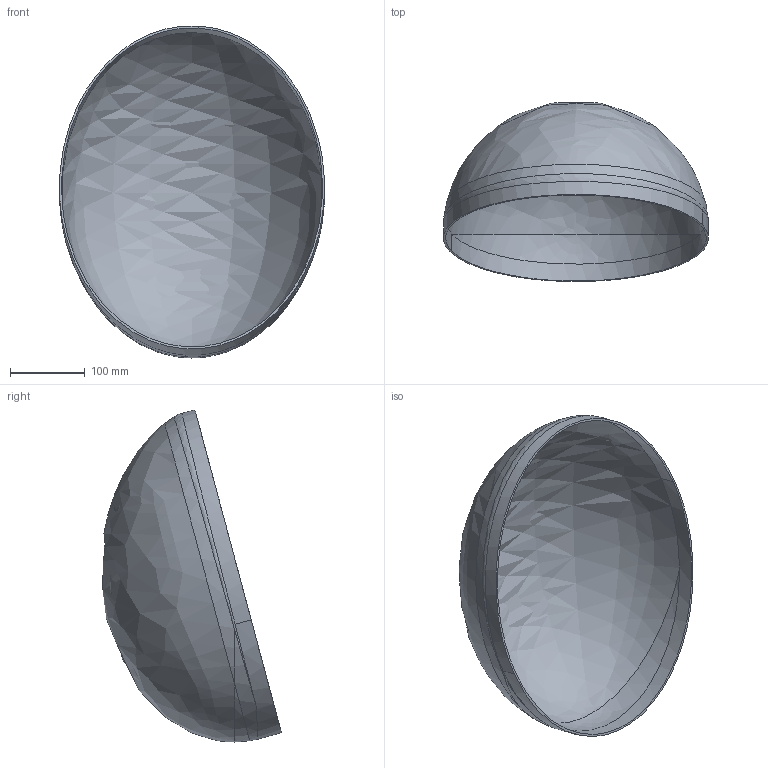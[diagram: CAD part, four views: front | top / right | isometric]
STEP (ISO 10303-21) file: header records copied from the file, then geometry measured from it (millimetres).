
FILE_DESCRIPTION (( 'STEP AP214' ), '1' );
FILE_NAME ('head_inner.STEP', '2018-02-28T08:43:29', ( '' ), ( '' ), 'SwSTEP 2.0', 'SolidWorks 2016', '' );
FILE_SCHEMA (( 'AUTOMOTIVE_DESIGN' ));
Length unit declared in the file: millimetre
Products named in the file (1): head_inner
Bounding box: 355.04 x 239.54 x 444.84 mm (x, y, z)
Volume: 681297.8 mm3; surface area: 487881.9 mm2
Topology: 1 solids, 1 shells, 12 faces, 39 edges, 26 vertices
Faces by surface type: bspline 11, plane 1
Entity records: 3891 total; most frequent: CARTESIAN_POINT 3590, ORIENTED_EDGE 70, EDGE_CURVE 35, B_SPLINE_CURVE_WITH_KNOTS 27, VERTEX_POINT 26, EDGE_LOOP 13, FACE_OUTER_BOUND 12, ADVANCED_FACE 12
